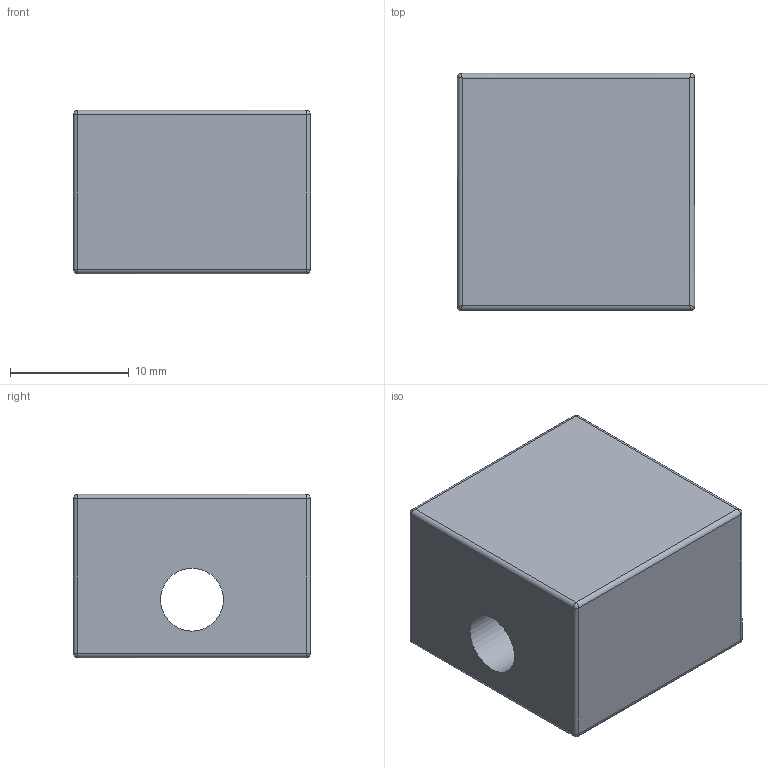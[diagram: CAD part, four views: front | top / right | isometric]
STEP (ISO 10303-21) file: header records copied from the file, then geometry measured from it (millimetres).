
FILE_DESCRIPTION(/* description */ (''),/* implementation_level */ '2;1');
FILE_NAME(/* name */ '2020_doorbuffer_adapter_blank_for_M5x16_BHCS_x2.step',/* time_stamp */ '2025-04-06T02:37:57+02:00',/* author */ (''),/* organization */ (''),/* preprocessor_version */ 'ST-DEVELOPER v20.1',/* originating_system */ 'Autodesk Translation Framework v14.4.0.0',/* authorisation */ '');
FILE_SCHEMA (('AUTOMOTIVE_DESIGN { 1 0 10303 214 3 1 1 }'));
Length unit declared in the file: millimetre
Products named in the file (1): 2020_doorbuffer_adapter_x2
Bounding box: 20 x 20 x 13.8 mm (x, y, z)
Volume: 4489.9 mm3; surface area: 2216.4 mm2
Topology: 1 solids, 1 shells, 56 faces, 130 edges, 68 vertices
Faces by surface type: cylinder 28, plane 13, bspline 8, torus 5, sphere 2
Full cylindrical faces by diameter (mm): 5.3 x1
Entity records: 1719 total; most frequent: CARTESIAN_POINT 439, DIRECTION 281, ORIENTED_EDGE 244, EDGE_CURVE 122, AXIS2_PLACEMENT_3D 110, VERTEX_POINT 68, LINE 61, VECTOR 61
